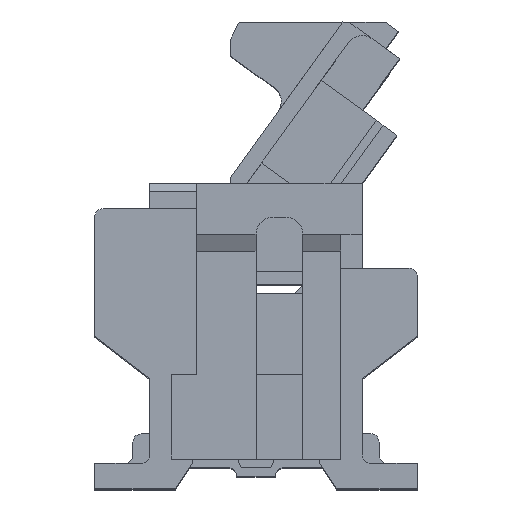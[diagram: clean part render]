
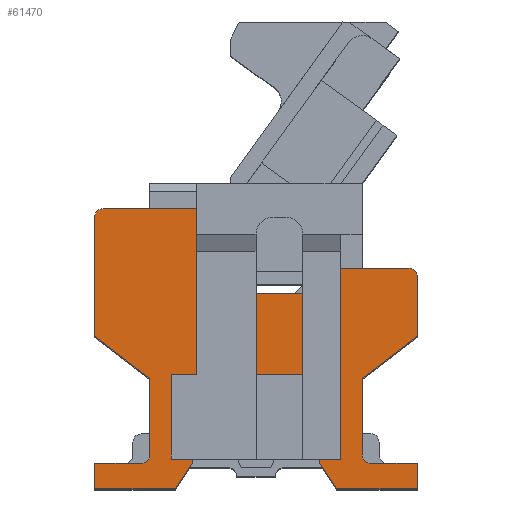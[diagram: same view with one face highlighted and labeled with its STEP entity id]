
A CAD part, top view. The second image highlights one B-rep face of the part: STEP entity #61470.
In plain terms, the highlighted planar face has unit normal (0, 0, 1).
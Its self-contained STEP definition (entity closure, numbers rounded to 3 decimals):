
#13840=CARTESIAN_POINT('',(-0.25,-0.3,3.99));
#13850=VERTEX_POINT('',#13840);
#13880=CARTESIAN_POINT('',(-0.25,-0.3,3.99));
#13890=DIRECTION('',(0.,1.,0.));
#13900=VECTOR('',#13890,1.);
#13910=LINE('',#13880,#13900);
#13920=CARTESIAN_POINT('',(-0.25,-0.35,3.99));
#13930=VERTEX_POINT('',#13920);
#13940=EDGE_CURVE('',#13930,#13850,#13910,.T.);
#16660=CARTESIAN_POINT('',(-0.3,1.65,3.99));
#16670=VERTEX_POINT('',#16660);
#16700=CARTESIAN_POINT('',(-0.3,1.65,3.99));
#16710=DIRECTION('',(-1.,0.,0.));
#16720=VECTOR('',#16710,1.);
#16730=LINE('',#16700,#16720);
#16740=CARTESIAN_POINT('',(-1.35,1.65,3.99));
#16750=VERTEX_POINT('',#16740);
#16760=EDGE_CURVE('',#16670,#16750,#16730,.T.);
#19640=CARTESIAN_POINT('',(-2.,0.7,3.99));
#19650=VERTEX_POINT('',#19640);
#19680=CARTESIAN_POINT('',(-1.634,0.7,3.99));
#19690=DIRECTION('',(1.,0.,0.));
#19700=VECTOR('',#19690,1.);
#19710=LINE('',#19680,#19700);
#19720=CARTESIAN_POINT('',(0.,0.7,3.99));
#19730=VERTEX_POINT('',#19720);
#19740=EDGE_CURVE('',#19650,#19730,#19710,.T.);
#26050=CARTESIAN_POINT('',(0.,0.354,3.99));
#26060=DIRECTION('',(0.,-1.,0.));
#26070=VECTOR('',#26060,1.);
#26080=LINE('',#26050,#26070);
#26090=CARTESIAN_POINT('',(0.,-0.3,3.99));
#26100=VERTEX_POINT('',#26090);
#26110=EDGE_CURVE('',#19730,#26100,#26080,.T.);
#31170=CARTESIAN_POINT('',(-1.35,1.75,3.99));
#31180=DIRECTION('',(0.,0.,-1.));
#31190=DIRECTION('',(-1.,0.,0.));
#31200=AXIS2_PLACEMENT_3D('',#31170,#31180,#31190);
#31210=CIRCLE('',#31200,0.1);
#31220=CARTESIAN_POINT('',(-1.45,1.75,3.99));
#31230=VERTEX_POINT('',#31220);
#31240=EDGE_CURVE('',#16750,#31230,#31210,.T.);
#33950=CARTESIAN_POINT('',(-2.,-0.3,3.99));
#33960=VERTEX_POINT('',#33950);
#33990=CARTESIAN_POINT('',(-2.,0.354,3.99));
#34000=DIRECTION('',(0.,1.,0.));
#34010=VECTOR('',#34000,1.);
#34020=LINE('',#33990,#34010);
#34030=EDGE_CURVE('',#33960,#19650,#34020,.T.);
#37510=CARTESIAN_POINT('',(-2.8,2.55,3.99));
#37520=DIRECTION('',(0.,0.,-1.));
#37530=DIRECTION('',(-1.,0.,0.));
#37540=AXIS2_PLACEMENT_3D('',#37510,#37520,#37530);
#37550=CIRCLE('',#37540,0.1);
#37560=CARTESIAN_POINT('',(-2.9,2.55,3.99));
#37570=VERTEX_POINT('',#37560);
#37580=CARTESIAN_POINT('',(-2.8,2.65,3.99));
#37590=VERTEX_POINT('',#37580);
#37600=EDGE_CURVE('',#37570,#37590,#37550,.T.);
#51580=CARTESIAN_POINT('',(-1.75,-0.3,3.99));
#51590=VERTEX_POINT('',#51580);
#51620=CARTESIAN_POINT('',(-1.634,-0.3,3.99));
#51630=DIRECTION('',(1.,0.,0.));
#51640=VECTOR('',#51630,1.);
#51650=LINE('',#51620,#51640);
#51660=EDGE_CURVE('',#33960,#51590,#51650,.T.);
#51750=EDGE_CURVE('',#13850,#26100,#51650,.T.);
#54060=CARTESIAN_POINT('',(-2.25,0.65,3.99));
#54070=DIRECTION('',(-0.793,0.61,0.));
#54080=VECTOR('',#54070,1.);
#54090=LINE('',#54060,#54080);
#54100=CARTESIAN_POINT('',(-2.25,0.65,3.99));
#54110=VERTEX_POINT('',#54100);
#54120=CARTESIAN_POINT('',(-2.9,1.15,3.99));
#54130=VERTEX_POINT('',#54120);
#54140=EDGE_CURVE('',#54110,#54130,#54090,.T.);
#54580=CARTESIAN_POINT('',(-1.75,-0.35,3.99));
#54590=VERTEX_POINT('',#54580);
#54620=CARTESIAN_POINT('',(-1.75,-0.3,3.99));
#54630=DIRECTION('',(0.,1.,0.));
#54640=VECTOR('',#54630,1.);
#54650=LINE('',#54620,#54640);
#54660=EDGE_CURVE('',#54590,#51590,#54650,.T.);
#54810=CARTESIAN_POINT('',(-2.9,-0.65,3.99));
#54820=VERTEX_POINT('',#54810);
#54870=CARTESIAN_POINT('',(-0.3,-0.65,3.99));
#54880=DIRECTION('',(-1.,0.,0.));
#54890=VECTOR('',#54880,1.);
#54900=LINE('',#54870,#54890);
#54910=CARTESIAN_POINT('',(-1.95,-0.65,3.99));
#54920=VERTEX_POINT('',#54910);
#54930=EDGE_CURVE('',#54920,#54820,#54900,.T.);
#55440=CARTESIAN_POINT('',(-0.3,1.95,3.99));
#55450=DIRECTION('',(-1.,0.,0.));
#55460=VECTOR('',#55450,1.);
#55470=LINE('',#55440,#55460);
#55480=CARTESIAN_POINT('',(0.8,1.95,3.99));
#55490=VERTEX_POINT('',#55480);
#55500=CARTESIAN_POINT('',(-0.1,1.95,3.99));
#55510=VERTEX_POINT('',#55500);
#55520=EDGE_CURVE('',#55490,#55510,#55470,.T.);
#55950=CARTESIAN_POINT('',(-1.45,2.65,3.99));
#55960=VERTEX_POINT('',#55950);
#55990=CARTESIAN_POINT('',(-0.3,2.65,3.99));
#56000=DIRECTION('',(-1.,0.,0.));
#56010=VECTOR('',#56000,1.);
#56020=LINE('',#55990,#56010);
#56030=EDGE_CURVE('',#55960,#37590,#56020,.T.);
#56840=CARTESIAN_POINT('',(-2.35,-0.35,3.99));
#56850=VERTEX_POINT('',#56840);
#56880=CARTESIAN_POINT('',(-0.3,-0.35,3.99));
#56890=DIRECTION('',(-1.,0.,0.));
#56900=VECTOR('',#56890,1.);
#56910=LINE('',#56880,#56900);
#56920=CARTESIAN_POINT('',(-2.9,-0.35,3.99));
#56930=VERTEX_POINT('',#56920);
#56940=EDGE_CURVE('',#56850,#56930,#56910,.T.);
#57200=CARTESIAN_POINT('',(-0.1,1.85,3.99));
#57210=DIRECTION('',(0.,0.,-1.));
#57220=DIRECTION('',(-1.,0.,0.));
#57230=AXIS2_PLACEMENT_3D('',#57200,#57210,#57220);
#57240=CIRCLE('',#57230,0.1);
#57250=CARTESIAN_POINT('',(-0.2,1.85,3.99));
#57260=VERTEX_POINT('',#57250);
#57270=EDGE_CURVE('',#57260,#55510,#57240,.T.);
#58030=CARTESIAN_POINT('',(-2.9,-0.3,3.99));
#58040=DIRECTION('',(0.,1.,0.));
#58050=VECTOR('',#58040,1.);
#58060=LINE('',#58030,#58050);
#58070=EDGE_CURVE('',#54820,#56930,#58060,.T.);
#58290=CARTESIAN_POINT('',(0.9,-0.35,3.99));
#58300=VERTEX_POINT('',#58290);
#58330=CARTESIAN_POINT('',(-1.7,-0.35,3.99));
#58340=DIRECTION('',(1.,0.,0.));
#58350=VECTOR('',#58340,1.);
#58360=LINE('',#58330,#58350);
#58370=CARTESIAN_POINT('',(0.35,-0.35,3.99));
#58380=VERTEX_POINT('',#58370);
#58390=EDGE_CURVE('',#58380,#58300,#58360,.T.);
#58550=CARTESIAN_POINT('',(0.9,-0.3,3.99));
#58560=DIRECTION('',(0.,1.,0.));
#58570=VECTOR('',#58560,1.);
#58580=LINE('',#58550,#58570);
#58590=CARTESIAN_POINT('',(0.9,1.15,3.99));
#58600=VERTEX_POINT('',#58590);
#58610=CARTESIAN_POINT('',(0.9,1.85,3.99));
#58620=VERTEX_POINT('',#58610);
#58630=EDGE_CURVE('',#58600,#58620,#58580,.T.);
#59160=CARTESIAN_POINT('',(0.8,1.85,3.99));
#59170=DIRECTION('',(0.,0.,-1.));
#59180=DIRECTION('',(-1.,0.,0.));
#59190=AXIS2_PLACEMENT_3D('',#59160,#59170,#59180);
#59200=CIRCLE('',#59190,0.1);
#59210=EDGE_CURVE('',#55490,#58620,#59200,.T.);
#59320=CARTESIAN_POINT('',(0.25,0.65,3.99));
#59330=DIRECTION('',(0.793,0.61,0.));
#59340=VECTOR('',#59330,1.);
#59350=LINE('',#59320,#59340);
#59360=CARTESIAN_POINT('',(0.25,0.65,3.99));
#59370=VERTEX_POINT('',#59360);
#59380=EDGE_CURVE('',#59370,#58600,#59350,.T.);
#59570=CARTESIAN_POINT('',(-0.05,-0.65,3.99));
#59580=DIRECTION('',(-0.555,0.832,0.));
#59590=VECTOR('',#59580,1.);
#59600=LINE('',#59570,#59590);
#59610=CARTESIAN_POINT('',(-0.05,-0.65,3.99));
#59620=VERTEX_POINT('',#59610);
#59630=EDGE_CURVE('',#59620,#13930,#59600,.T.);
#59820=CARTESIAN_POINT('',(-1.45,-0.3,3.99));
#59830=DIRECTION('',(0.,1.,0.));
#59840=VECTOR('',#59830,1.);
#59850=LINE('',#59820,#59840);
#59860=EDGE_CURVE('',#31230,#55960,#59850,.T.);
#59990=CARTESIAN_POINT('',(-0.2,-0.3,3.99));
#60000=DIRECTION('',(0.,1.,0.));
#60010=VECTOR('',#60000,1.);
#60020=LINE('',#59990,#60010);
#60030=CARTESIAN_POINT('',(-0.2,1.75,3.99));
#60040=VERTEX_POINT('',#60030);
#60050=EDGE_CURVE('',#60040,#57260,#60020,.T.);
#60210=CARTESIAN_POINT('',(-0.3,1.75,3.99));
#60220=DIRECTION('',(0.,0.,-1.));
#60230=DIRECTION('',(-1.,0.,0.));
#60240=AXIS2_PLACEMENT_3D('',#60210,#60220,#60230);
#60250=CIRCLE('',#60240,0.1);
#60260=EDGE_CURVE('',#60040,#16670,#60250,.T.);
#60520=CARTESIAN_POINT('',(-2.25,-0.25,3.99));
#60530=VERTEX_POINT('',#60520);
#60560=CARTESIAN_POINT('',(-2.35,-0.25,3.99));
#60570=DIRECTION('',(0.,0.,-1.));
#60580=DIRECTION('',(-1.,0.,0.));
#60590=AXIS2_PLACEMENT_3D('',#60560,#60570,#60580);
#60600=CIRCLE('',#60590,0.1);
#60610=EDGE_CURVE('',#60530,#56850,#60600,.T.);
#60670=CARTESIAN_POINT('',(0.151,1.185,3.99));
#60680=DIRECTION('',(0.,0.,1.));
#60690=DIRECTION('',(1.,0.,0.));
#60700=AXIS2_PLACEMENT_3D('',#60670,#60680,#60690);
#60710=PLANE('',#60700);
#60720=CARTESIAN_POINT('',(-2.9,-0.3,3.99));
#60730=DIRECTION('',(0.,1.,0.));
#60740=VECTOR('',#60730,1.);
#60750=LINE('',#60720,#60740);
#60760=EDGE_CURVE('',#54130,#37570,#60750,.T.);
#60770=ORIENTED_EDGE('',*,*,#60760,.F.);
#60780=ORIENTED_EDGE('',*,*,#37600,.F.);
#60790=ORIENTED_EDGE('',*,*,#56030,.T.);
#60800=ORIENTED_EDGE('',*,*,#59860,.T.);
#60810=ORIENTED_EDGE('',*,*,#31240,.T.);
#60820=ORIENTED_EDGE('',*,*,#16760,.T.);
#60830=ORIENTED_EDGE('',*,*,#60260,.T.);
#60840=ORIENTED_EDGE('',*,*,#60050,.F.);
#60850=ORIENTED_EDGE('',*,*,#57270,.F.);
#60860=ORIENTED_EDGE('',*,*,#55520,.T.);
#60870=ORIENTED_EDGE('',*,*,#59210,.F.);
#60880=ORIENTED_EDGE('',*,*,#58630,.T.);
#60890=ORIENTED_EDGE('',*,*,#59380,.T.);
#60900=CARTESIAN_POINT('',(0.25,-0.3,3.99));
#60910=DIRECTION('',(0.,1.,0.));
#60920=VECTOR('',#60910,1.);
#60930=LINE('',#60900,#60920);
#60940=CARTESIAN_POINT('',(0.25,-0.25,3.99));
#60950=VERTEX_POINT('',#60940);
#60960=EDGE_CURVE('',#60950,#59370,#60930,.T.);
#60970=ORIENTED_EDGE('',*,*,#60960,.T.);
#60980=CARTESIAN_POINT('',(0.35,-0.25,3.99));
#60990=DIRECTION('',(0.,0.,1.));
#61000=DIRECTION('',(1.,0.,0.));
#61010=AXIS2_PLACEMENT_3D('',#60980,#60990,#61000);
#61020=CIRCLE('',#61010,0.1);
#61030=EDGE_CURVE('',#60950,#58380,#61020,.T.);
#61040=ORIENTED_EDGE('',*,*,#61030,.F.);
#61050=ORIENTED_EDGE('',*,*,#58390,.F.);
#61060=CARTESIAN_POINT('',(0.9,-0.3,3.99));
#61070=DIRECTION('',(0.,1.,0.));
#61080=VECTOR('',#61070,1.);
#61090=LINE('',#61060,#61080);
#61100=CARTESIAN_POINT('',(0.9,-0.65,3.99));
#61110=VERTEX_POINT('',#61100);
#61120=EDGE_CURVE('',#61110,#58300,#61090,.T.);
#61130=ORIENTED_EDGE('',*,*,#61120,.T.);
#61140=CARTESIAN_POINT('',(-1.7,-0.65,3.99));
#61150=DIRECTION('',(1.,0.,0.));
#61160=VECTOR('',#61150,1.);
#61170=LINE('',#61140,#61160);
#61180=EDGE_CURVE('',#59620,#61110,#61170,.T.);
#61190=ORIENTED_EDGE('',*,*,#61180,.T.);
#61200=ORIENTED_EDGE('',*,*,#59630,.F.);
#61210=ORIENTED_EDGE('',*,*,#13940,.F.);
#61220=ORIENTED_EDGE('',*,*,#51750,.F.);
#61230=ORIENTED_EDGE('',*,*,#26110,.T.);
#61240=ORIENTED_EDGE('',*,*,#19740,.T.);
#61250=ORIENTED_EDGE('',*,*,#34030,.T.);
#61260=ORIENTED_EDGE('',*,*,#51660,.F.);
#61270=ORIENTED_EDGE('',*,*,#54660,.T.);
#61280=CARTESIAN_POINT('',(-1.95,-0.65,3.99));
#61290=DIRECTION('',(0.555,0.832,0.));
#61300=VECTOR('',#61290,1.);
#61310=LINE('',#61280,#61300);
#61320=EDGE_CURVE('',#54920,#54590,#61310,.T.);
#61330=ORIENTED_EDGE('',*,*,#61320,.T.);
#61340=ORIENTED_EDGE('',*,*,#54930,.F.);
#61350=ORIENTED_EDGE('',*,*,#58070,.F.);
#61360=ORIENTED_EDGE('',*,*,#56940,.T.);
#61370=ORIENTED_EDGE('',*,*,#60610,.T.);
#61380=CARTESIAN_POINT('',(-2.25,-0.3,3.99));
#61390=DIRECTION('',(0.,1.,0.));
#61400=VECTOR('',#61390,1.);
#61410=LINE('',#61380,#61400);
#61420=EDGE_CURVE('',#60530,#54110,#61410,.T.);
#61430=ORIENTED_EDGE('',*,*,#61420,.F.);
#61440=ORIENTED_EDGE('',*,*,#54140,.F.);
#61450=EDGE_LOOP('',(#61440,#61430,#61370,#61360,#61350,#61340,#61330,
#61270,#61260,#61250,#61240,#61230,#61220,#61210,#61200,#61190,#61130,
#61050,#61040,#60970,#60890,#60880,#60870,#60860,#60850,#60840,#60830,
#60820,#60810,#60800,#60790,#60780,#60770));
#61460=FACE_OUTER_BOUND('',#61450,.T.);
#61470=ADVANCED_FACE('',(#61460),#60710,.T.);
